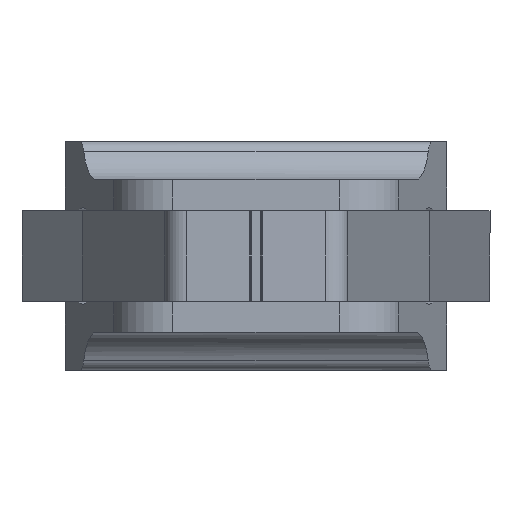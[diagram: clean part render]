
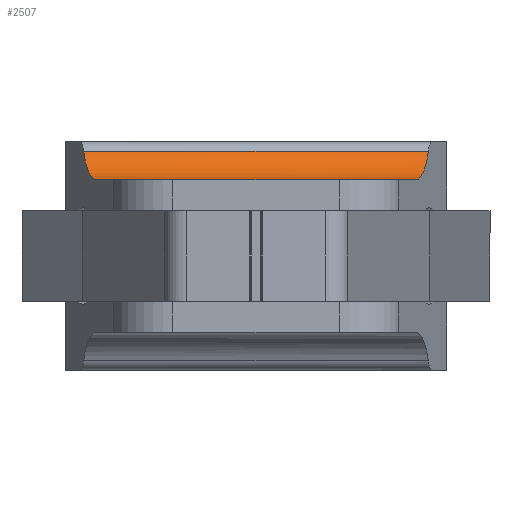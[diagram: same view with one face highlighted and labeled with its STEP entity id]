
A CAD part, front view. The second image highlights one B-rep face of the part: STEP entity #2507.
In plain terms, the highlighted cylindrical face has radius 3 mm (diameter 6 mm), a partial arc.
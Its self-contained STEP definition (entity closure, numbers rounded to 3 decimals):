
#117 = ORIENTED_EDGE ( 'NONE', *, *, #660, .T. ) ;
#230 =( BOUNDED_CURVE ( )  B_SPLINE_CURVE ( 3, ( #3317, #4122, #4139, #2037 ),
 .UNSPECIFIED., .F., .F. ) 
 B_SPLINE_CURVE_WITH_KNOTS ( ( 4, 4 ),
 ( 4.712, 5.899 ),
 .UNSPECIFIED. ) 
 CURVE ( )  GEOMETRIC_REPRESENTATION_ITEM ( )  RATIONAL_B_SPLINE_CURVE ( ( 1., 0.886, 0.886, 1. ) ) 
 REPRESENTATION_ITEM ( '' )  );
#459 = VERTEX_POINT ( 'NONE', #1740 ) ;
#521 = FACE_OUTER_BOUND ( 'NONE', #3693, .T. ) ;
#569 = CARTESIAN_POINT ( 'NONE',  ( -16.219, -11.29, 6.875 ) ) ;
#623 = DIRECTION ( 'NONE',  ( 0., -1., 0. ) ) ;
#626 = LINE ( 'NONE', #654, #899 ) ;
#654 = CARTESIAN_POINT ( 'NONE',  ( -19., 47.5, 5. ) ) ;
#660 = EDGE_CURVE ( 'NONE', #459, #4096, #230, .T. ) ;
#767 = EDGE_CURVE ( 'NONE', #459, #1786, #626, .T. ) ;
#841 = EDGE_CURVE ( 'NONE', #1770, #1786, #4075, .T. ) ;
#899 = VECTOR ( 'NONE', #2069, 1000. ) ;
#1599 = CARTESIAN_POINT ( 'NONE',  ( -19., 47.5, 8. ) ) ;
#1731 = CARTESIAN_POINT ( 'NONE',  ( -17.738, 10.855, 5. ) ) ;
#1740 = CARTESIAN_POINT ( 'NONE',  ( -19., -10.493, 5. ) ) ;
#1769 = CYLINDRICAL_SURFACE ( 'NONE', #2977, 3. ) ;
#1770 = VERTEX_POINT ( 'NONE', #2815 ) ;
#1786 = VERTEX_POINT ( 'NONE', #5369 ) ;
#2022 = DIRECTION ( 'NONE',  ( 0., 0., -1. ) ) ;
#2037 = CARTESIAN_POINT ( 'NONE',  ( -16.219, -11.29, 6.875 ) ) ;
#2069 = DIRECTION ( 'NONE',  ( 0., 1., 0. ) ) ;
#2157 = CARTESIAN_POINT ( 'NONE',  ( -19., 10.493, 5. ) ) ;
#2507 = ADVANCED_FACE ( 'NONE', ( #521 ), #1769, .F. ) ;
#2815 = CARTESIAN_POINT ( 'NONE',  ( -16.219, 11.29, 6.875 ) ) ;
#2977 = AXIS2_PLACEMENT_3D ( 'NONE', #1599, #3293, #2022 ) ;
#3080 = ORIENTED_EDGE ( 'NONE', *, *, #4209, .F. ) ;
#3293 = DIRECTION ( 'NONE',  ( 0., -1., 0. ) ) ;
#3317 = CARTESIAN_POINT ( 'NONE',  ( -19., -10.493, 5. ) ) ;
#3506 = ORIENTED_EDGE ( 'NONE', *, *, #767, .F. ) ;
#3575 = CARTESIAN_POINT ( 'NONE',  ( -16.219, 47.5, 6.875 ) ) ;
#3693 = EDGE_LOOP ( 'NONE', ( #3080, #4697, #3506, #117 ) ) ;
#3848 = CARTESIAN_POINT ( 'NONE',  ( -16.692, 11.155, 5.705 ) ) ;
#4075 =( BOUNDED_CURVE ( )  B_SPLINE_CURVE ( 3, ( #4247, #3848, #1731, #2157 ),
 .UNSPECIFIED., .F., .F. ) 
 B_SPLINE_CURVE_WITH_KNOTS ( ( 4, 4 ),
 ( 3.526, 4.712 ),
 .UNSPECIFIED. ) 
 CURVE ( )  GEOMETRIC_REPRESENTATION_ITEM ( )  RATIONAL_B_SPLINE_CURVE ( ( 1., 0.886, 0.886, 1. ) ) 
 REPRESENTATION_ITEM ( '' )  );
#4096 = VERTEX_POINT ( 'NONE', #569 ) ;
#4122 = CARTESIAN_POINT ( 'NONE',  ( -17.738, -10.855, 5. ) ) ;
#4139 = CARTESIAN_POINT ( 'NONE',  ( -16.692, -11.155, 5.705 ) ) ;
#4209 = EDGE_CURVE ( 'NONE', #1770, #4096, #5211, .T. ) ;
#4247 = CARTESIAN_POINT ( 'NONE',  ( -16.219, 11.29, 6.875 ) ) ;
#4455 = VECTOR ( 'NONE', #623, 1000. ) ;
#4697 = ORIENTED_EDGE ( 'NONE', *, *, #841, .T. ) ;
#5211 = LINE ( 'NONE', #3575, #4455 ) ;
#5369 = CARTESIAN_POINT ( 'NONE',  ( -19., 10.493, 5. ) ) ;
